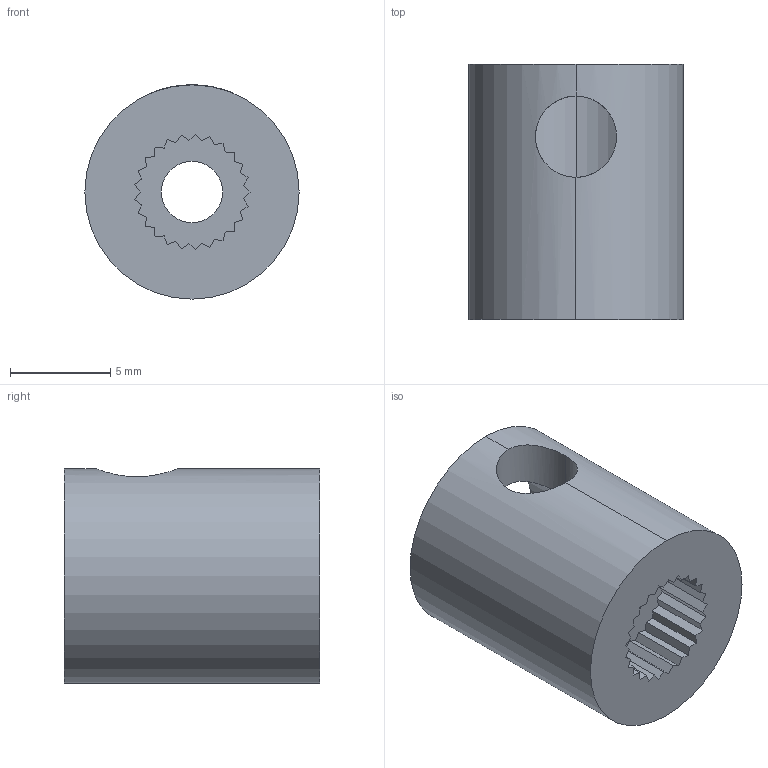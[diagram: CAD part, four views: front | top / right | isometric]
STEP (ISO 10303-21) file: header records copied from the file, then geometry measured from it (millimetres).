
FILE_DESCRIPTION (( 'STEP AP203' ), '1' );
FILE_NAME ('525136.STEP', '2014-07-10T16:23:26', ( 'Kyle' ), ( 'Microsoft' ), 'SwSTEP 2.0', 'SolidWorks 2014', '' );
FILE_SCHEMA (( 'CONFIG_CONTROL_DESIGN' ));
Length unit declared in the file: inch
Products named in the file (1): 525136
Bounding box: 10.67 x 12.7 x 10.67 mm (x, y, z)
Volume: 754.4 mm3; surface area: 844.2 mm2
Topology: 1 solids, 1 shells, 62 faces, 180 edges, 120 vertices
Faces by surface type: plane 54, cylinder 8
Entity records: 2211 total; most frequent: CARTESIAN_POINT 487, ORIENTED_EDGE 360, DIRECTION 310, EDGE_CURVE 180, LINE 160, VECTOR 160, VERTEX_POINT 120, AXIS2_PLACEMENT_3D 75
